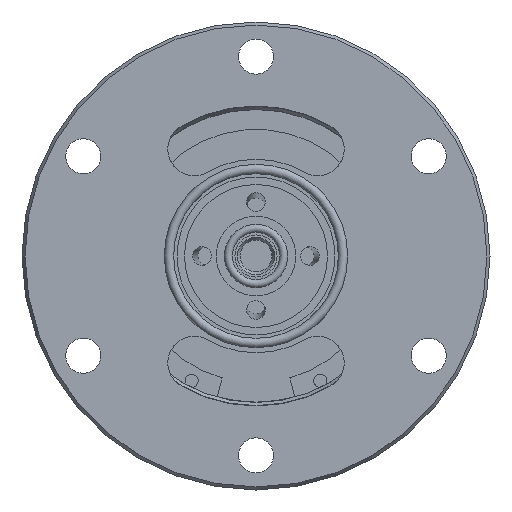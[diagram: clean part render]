
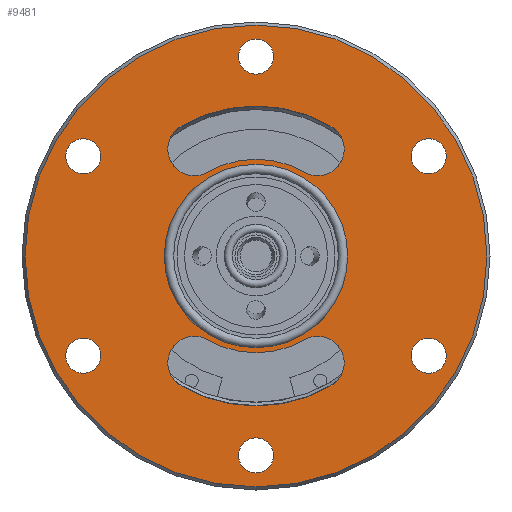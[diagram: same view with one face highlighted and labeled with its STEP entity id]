
A CAD part, left-side view. The second image highlights one B-rep face of the part: STEP entity #9481.
In plain terms, the highlighted planar face has unit normal (-1, 0, 0).
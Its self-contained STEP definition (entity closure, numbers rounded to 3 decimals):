
#342=FACE_BOUND('',#3190,.T.);
#343=FACE_BOUND('',#3191,.T.);
#344=FACE_BOUND('',#3192,.T.);
#345=FACE_BOUND('',#3193,.T.);
#346=FACE_BOUND('',#3194,.T.);
#347=FACE_BOUND('',#3195,.T.);
#348=FACE_BOUND('',#3196,.T.);
#349=FACE_BOUND('',#3197,.T.);
#350=FACE_BOUND('',#3198,.T.);
#1805=CIRCLE('',#10173,5.);
#1825=CIRCLE('',#10195,5.);
#1826=CIRCLE('',#10197,18.2);
#1827=CIRCLE('',#10199,5.);
#1828=CIRCLE('',#10201,5.);
#1829=CIRCLE('',#10203,18.2);
#1830=CIRCLE('',#10206,43.423);
#1831=CIRCLE('',#10207,28.2);
#1832=CIRCLE('',#10208,28.2);
#1833=CIRCLE('',#10209,3.3);
#1834=CIRCLE('',#10210,3.3);
#1835=CIRCLE('',#10211,3.3);
#1836=CIRCLE('',#10212,3.3);
#1837=CIRCLE('',#10213,3.3);
#1838=CIRCLE('',#10214,3.3);
#1839=CIRCLE('',#10215,17.25);
#2084=PLANE('',#10205);
#2582=FACE_OUTER_BOUND('',#3189,.T.);
#3189=EDGE_LOOP('',(#8656));
#3190=EDGE_LOOP('',(#8657,#8658,#8659,#8660));
#3191=EDGE_LOOP('',(#8661,#8662,#8663,#8664));
#3192=EDGE_LOOP('',(#8665));
#3193=EDGE_LOOP('',(#8666));
#3194=EDGE_LOOP('',(#8667));
#3195=EDGE_LOOP('',(#8668));
#3196=EDGE_LOOP('',(#8669));
#3197=EDGE_LOOP('',(#8670));
#3198=EDGE_LOOP('',(#8671));
#4561=VERTEX_POINT('',#70020);
#4562=VERTEX_POINT('',#70022);
#4580=VERTEX_POINT('',#70063);
#4581=VERTEX_POINT('',#70065);
#4582=VERTEX_POINT('',#70069);
#4583=VERTEX_POINT('',#70073);
#4584=VERTEX_POINT('',#70077);
#4585=VERTEX_POINT('',#70079);
#4586=VERTEX_POINT('',#70086);
#4587=VERTEX_POINT('',#70090);
#4588=VERTEX_POINT('',#70092);
#4589=VERTEX_POINT('',#70094);
#4590=VERTEX_POINT('',#70096);
#4591=VERTEX_POINT('',#70098);
#4592=VERTEX_POINT('',#70100);
#4593=VERTEX_POINT('',#70102);
#5930=EDGE_CURVE('',#4562,#4561,#1805,.T.);
#5952=EDGE_CURVE('',#4581,#4580,#1825,.T.);
#5954=EDGE_CURVE('',#4582,#4581,#1826,.T.);
#5956=EDGE_CURVE('',#4583,#4582,#1827,.T.);
#5959=EDGE_CURVE('',#4585,#4584,#1828,.T.);
#5961=EDGE_CURVE('',#4561,#4585,#1829,.T.);
#5962=EDGE_CURVE('',#4586,#4586,#1830,.T.);
#5963=EDGE_CURVE('',#4584,#4562,#1831,.T.);
#5964=EDGE_CURVE('',#4580,#4583,#1832,.T.);
#5965=EDGE_CURVE('',#4587,#4587,#1833,.T.);
#5966=EDGE_CURVE('',#4588,#4588,#1834,.T.);
#5967=EDGE_CURVE('',#4589,#4589,#1835,.T.);
#5968=EDGE_CURVE('',#4590,#4590,#1836,.T.);
#5969=EDGE_CURVE('',#4591,#4591,#1837,.T.);
#5970=EDGE_CURVE('',#4592,#4592,#1838,.T.);
#5971=EDGE_CURVE('',#4593,#4593,#1839,.T.);
#8656=ORIENTED_EDGE('',*,*,#5962,.F.);
#8657=ORIENTED_EDGE('',*,*,#5961,.T.);
#8658=ORIENTED_EDGE('',*,*,#5959,.T.);
#8659=ORIENTED_EDGE('',*,*,#5963,.T.);
#8660=ORIENTED_EDGE('',*,*,#5930,.T.);
#8661=ORIENTED_EDGE('',*,*,#5952,.T.);
#8662=ORIENTED_EDGE('',*,*,#5964,.T.);
#8663=ORIENTED_EDGE('',*,*,#5956,.T.);
#8664=ORIENTED_EDGE('',*,*,#5954,.T.);
#8665=ORIENTED_EDGE('',*,*,#5965,.T.);
#8666=ORIENTED_EDGE('',*,*,#5966,.T.);
#8667=ORIENTED_EDGE('',*,*,#5967,.T.);
#8668=ORIENTED_EDGE('',*,*,#5968,.T.);
#8669=ORIENTED_EDGE('',*,*,#5969,.T.);
#8670=ORIENTED_EDGE('',*,*,#5970,.T.);
#8671=ORIENTED_EDGE('',*,*,#5971,.T.);
#9481=ADVANCED_FACE('',(#2582,#342,#343,#344,#345,#346,#347,#348,#349,#350),
#2084,.T.);
#10173=AXIS2_PLACEMENT_3D('',#70023,#12025,#12026);
#10195=AXIS2_PLACEMENT_3D('',#70066,#12071,#12072);
#10197=AXIS2_PLACEMENT_3D('',#70070,#12076,#12077);
#10199=AXIS2_PLACEMENT_3D('',#70074,#12081,#12082);
#10201=AXIS2_PLACEMENT_3D('',#70080,#12087,#12088);
#10203=AXIS2_PLACEMENT_3D('',#70083,#12092,#12093);
#10205=AXIS2_PLACEMENT_3D('',#70085,#12096,#12097);
#10206=AXIS2_PLACEMENT_3D('',#70087,#12098,#12099);
#10207=AXIS2_PLACEMENT_3D('',#70088,#12100,#12101);
#10208=AXIS2_PLACEMENT_3D('',#70089,#12102,#12103);
#10209=AXIS2_PLACEMENT_3D('',#70091,#12104,#12105);
#10210=AXIS2_PLACEMENT_3D('',#70093,#12106,#12107);
#10211=AXIS2_PLACEMENT_3D('',#70095,#12108,#12109);
#10212=AXIS2_PLACEMENT_3D('',#70097,#12110,#12111);
#10213=AXIS2_PLACEMENT_3D('',#70099,#12112,#12113);
#10214=AXIS2_PLACEMENT_3D('',#70101,#12114,#12115);
#10215=AXIS2_PLACEMENT_3D('',#70103,#12116,#12117);
#12025=DIRECTION('center_axis',(1.,0.,0.));
#12026=DIRECTION('ref_axis',(0.,0.5,-0.866));
#12071=DIRECTION('center_axis',(1.,0.,0.));
#12072=DIRECTION('ref_axis',(0.,-0.5,-0.866));
#12076=DIRECTION('center_axis',(-1.,0.,0.));
#12077=DIRECTION('ref_axis',(0.,-0.5,0.866));
#12081=DIRECTION('center_axis',(1.,0.,0.));
#12082=DIRECTION('ref_axis',(0.,-0.5,0.866));
#12087=DIRECTION('center_axis',(1.,0.,0.));
#12088=DIRECTION('ref_axis',(0.,0.5,0.866));
#12092=DIRECTION('center_axis',(-1.,0.,0.));
#12093=DIRECTION('ref_axis',(0.,0.5,-0.866));
#12096=DIRECTION('center_axis',(-1.,0.,0.));
#12097=DIRECTION('ref_axis',(0.,0.,1.));
#12098=DIRECTION('center_axis',(1.,0.,0.));
#12099=DIRECTION('ref_axis',(0.,-1.,0.));
#12100=DIRECTION('center_axis',(1.,0.,0.));
#12101=DIRECTION('ref_axis',(0.,-0.5,0.866));
#12102=DIRECTION('center_axis',(1.,0.,0.));
#12103=DIRECTION('ref_axis',(0.,0.5,-0.866));
#12104=DIRECTION('center_axis',(1.,0.,0.));
#12105=DIRECTION('ref_axis',(0.,-0.866,-0.5));
#12106=DIRECTION('center_axis',(1.,0.,0.));
#12107=DIRECTION('ref_axis',(0.,-0.866,0.5));
#12108=DIRECTION('center_axis',(1.,0.,0.));
#12109=DIRECTION('ref_axis',(0.,0.,1.));
#12110=DIRECTION('center_axis',(1.,0.,0.));
#12111=DIRECTION('ref_axis',(0.,0.866,0.5));
#12112=DIRECTION('center_axis',(1.,0.,0.));
#12113=DIRECTION('ref_axis',(0.,0.866,-0.5));
#12114=DIRECTION('center_axis',(1.,0.,0.));
#12115=DIRECTION('ref_axis',(0.,0.,-1.));
#12116=DIRECTION('center_axis',(1.,0.,0.));
#12117=DIRECTION('ref_axis',(0.,0.,-1.));
#70020=CARTESIAN_POINT('',(0.,-9.1,15.762));
#70022=CARTESIAN_POINT('',(0.,-14.1,24.422));
#70023=CARTESIAN_POINT('Origin',(0.,-11.6,20.092));
#70063=CARTESIAN_POINT('',(0.,-14.1,-24.422));
#70065=CARTESIAN_POINT('',(0.,-9.1,-15.762));
#70066=CARTESIAN_POINT('Origin',(0.,-11.6,-20.092));
#70069=CARTESIAN_POINT('',(0.,9.1,-15.762));
#70070=CARTESIAN_POINT('Origin',(0.,0.,0.));
#70073=CARTESIAN_POINT('',(0.,14.1,-24.422));
#70074=CARTESIAN_POINT('Origin',(0.,11.6,-20.092));
#70077=CARTESIAN_POINT('',(0.,14.1,24.422));
#70079=CARTESIAN_POINT('',(0.,9.1,15.762));
#70080=CARTESIAN_POINT('Origin',(0.,11.6,20.092));
#70083=CARTESIAN_POINT('Origin',(0.,0.,0.));
#70085=CARTESIAN_POINT('Origin',(0.,22.,0.));
#70086=CARTESIAN_POINT('',(0.,43.423,0.));
#70087=CARTESIAN_POINT('Origin',(0.,0.,0.));
#70088=CARTESIAN_POINT('Origin',(0.,0.,0.));
#70089=CARTESIAN_POINT('Origin',(0.,0.,0.));
#70090=CARTESIAN_POINT('',(0.,35.334,20.4));
#70091=CARTESIAN_POINT('Origin',(0.,32.476,18.75));
#70092=CARTESIAN_POINT('',(0.,35.334,-20.4));
#70093=CARTESIAN_POINT('Origin',(0.,32.476,-18.75));
#70094=CARTESIAN_POINT('',(0.,0.,-40.8));
#70095=CARTESIAN_POINT('Origin',(0.,0.,-37.5));
#70096=CARTESIAN_POINT('',(0.,-35.334,-20.4));
#70097=CARTESIAN_POINT('Origin',(0.,-32.476,-18.75));
#70098=CARTESIAN_POINT('',(0.,-35.334,20.4));
#70099=CARTESIAN_POINT('Origin',(0.,-32.476,18.75));
#70100=CARTESIAN_POINT('',(0.,0.,40.8));
#70101=CARTESIAN_POINT('Origin',(0.,0.,37.5));
#70102=CARTESIAN_POINT('',(0.,0.,17.25));
#70103=CARTESIAN_POINT('Origin',(0.,0.,0.));
